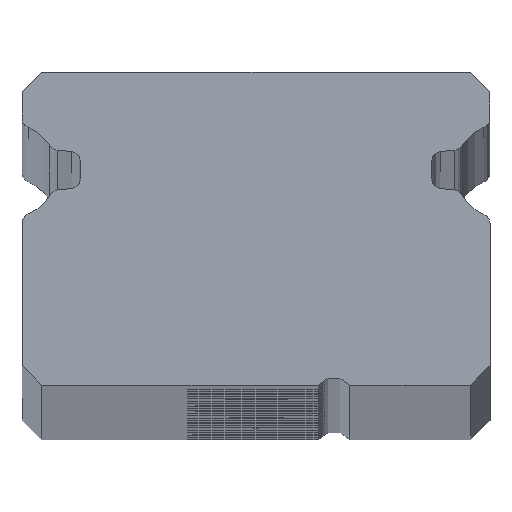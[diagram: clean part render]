
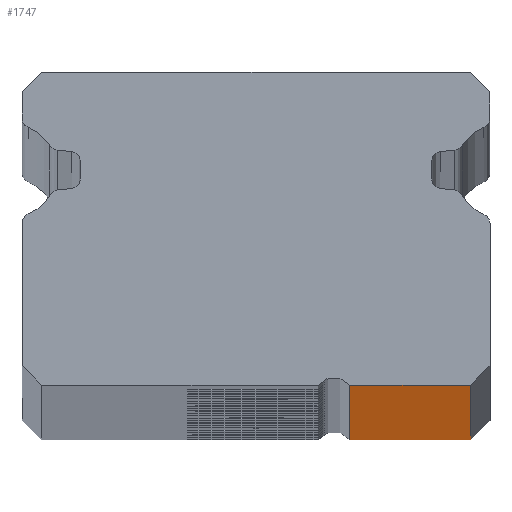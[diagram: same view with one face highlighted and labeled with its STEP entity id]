
A CAD part, top view. The second image highlights one B-rep face of the part: STEP entity #1747.
In plain terms, the highlighted planar face has unit normal (0, -1, 0).
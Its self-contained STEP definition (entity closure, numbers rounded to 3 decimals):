
#33 = VECTOR ( 'NONE', #3452, 1000. ) ;
#910 = ORIENTED_EDGE ( 'NONE', *, *, #2407, .T. ) ;
#911 = DIRECTION ( 'NONE',  ( 0., 0., -1. ) ) ;
#959 = CARTESIAN_POINT ( 'NONE',  ( 2.393, -5.5, -400. ) ) ;
#1517 = CARTESIAN_POINT ( 'NONE',  ( 5.484, -5.5, 400. ) ) ;
#1529 = VERTEX_POINT ( 'NONE', #6784 ) ;
#1688 = LINE ( 'NONE', #1833, #33 ) ;
#1747 = ADVANCED_FACE ( 'NONE', ( #2388 ), #4323, .F. ) ;
#1833 = CARTESIAN_POINT ( 'NONE',  ( 2.393, -5.5, 400. ) ) ;
#2077 = VERTEX_POINT ( 'NONE', #959 ) ;
#2388 = FACE_OUTER_BOUND ( 'NONE', #6912, .T. ) ;
#2407 = EDGE_CURVE ( 'NONE', #4156, #2077, #1688, .T. ) ;
#2723 = VERTEX_POINT ( 'NONE', #5200 ) ;
#3179 = DIRECTION ( 'NONE',  ( 0., 0., 1. ) ) ;
#3200 = CARTESIAN_POINT ( 'NONE',  ( 2.393, -5.5, 400. ) ) ;
#3452 = DIRECTION ( 'NONE',  ( 0., 0., -1. ) ) ;
#3594 = EDGE_CURVE ( 'NONE', #1529, #2723, #6372, .T. ) ;
#3911 = VECTOR ( 'NONE', #6424, 1000. ) ;
#4080 = CARTESIAN_POINT ( 'NONE',  ( 2.393, -5.5, 400. ) ) ;
#4088 = LINE ( 'NONE', #5398, #5819 ) ;
#4156 = VERTEX_POINT ( 'NONE', #6410 ) ;
#4323 = PLANE ( 'NONE',  #6275 ) ;
#4496 = ORIENTED_EDGE ( 'NONE', *, *, #3594, .F. ) ;
#4644 = EDGE_CURVE ( 'NONE', #2077, #2723, #4088, .T. ) ;
#4735 = ORIENTED_EDGE ( 'NONE', *, *, #4644, .T. ) ;
#5200 = CARTESIAN_POINT ( 'NONE',  ( 5.484, -5.5, -400. ) ) ;
#5398 = CARTESIAN_POINT ( 'NONE',  ( 2.393, -5.5, -400. ) ) ;
#5819 = VECTOR ( 'NONE', #5909, 1000. ) ;
#5909 = DIRECTION ( 'NONE',  ( 1., 0., 0. ) ) ;
#5939 = ORIENTED_EDGE ( 'NONE', *, *, #6347, .F. ) ;
#6098 = DIRECTION ( 'NONE',  ( 0., 1., 0. ) ) ;
#6275 = AXIS2_PLACEMENT_3D ( 'NONE', #3200, #6098, #3179 ) ;
#6347 = EDGE_CURVE ( 'NONE', #4156, #1529, #6966, .T. ) ;
#6372 = LINE ( 'NONE', #1517, #7078 ) ;
#6410 = CARTESIAN_POINT ( 'NONE',  ( 2.393, -5.5, 400. ) ) ;
#6424 = DIRECTION ( 'NONE',  ( 1., 0., 0. ) ) ;
#6784 = CARTESIAN_POINT ( 'NONE',  ( 5.484, -5.5, 400. ) ) ;
#6912 = EDGE_LOOP ( 'NONE', ( #4735, #4496, #5939, #910 ) ) ;
#6966 = LINE ( 'NONE', #4080, #3911 ) ;
#7078 = VECTOR ( 'NONE', #911, 1000. ) ;
